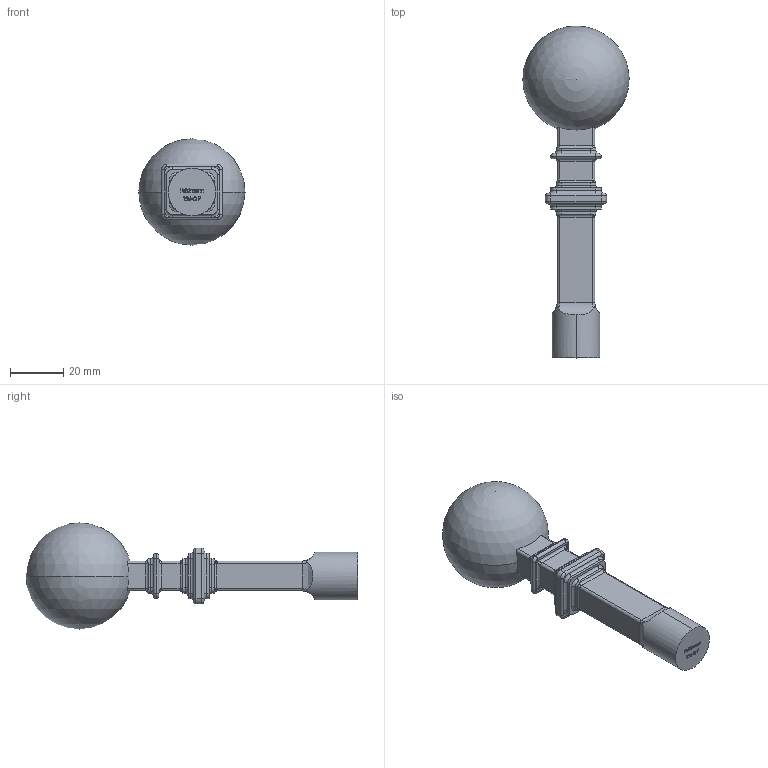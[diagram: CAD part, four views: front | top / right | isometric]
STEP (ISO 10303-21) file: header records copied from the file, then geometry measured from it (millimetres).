
FILE_DESCRIPTION (( 'STEP AP203' ), '1' );
FILE_NAME ('126-C-7.step', '2015-09-17T14:41:31', ( '' ), ( '' ), 'SwSTEP 2.0', 'SolidWorks 2015', '' );
FILE_SCHEMA (( 'CONFIG_CONTROL_DESIGN' ));
Length unit declared in the file: millimetre
Products named in the file (1): 126-C-7
Bounding box: 40 x 125 x 40 mm (x, y, z)
Volume: 51244.9 mm3; surface area: 10445.4 mm2
Topology: 1 solids, 1 shells, 392 faces, 982 edges, 608 vertices
Faces by surface type: plane 156, bspline 94, cylinder 92, torus 48, sphere 2
Entity records: 16270 total; most frequent: CARTESIAN_POINT 7525, ORIENTED_EDGE 1946, DIRECTION 1549, EDGE_CURVE 973, VERTEX_POINT 605, LINE 523, VECTOR 523, AXIS2_PLACEMENT_3D 513
